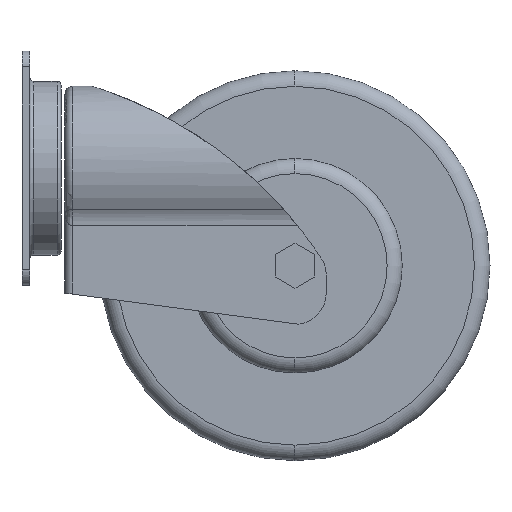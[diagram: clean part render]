
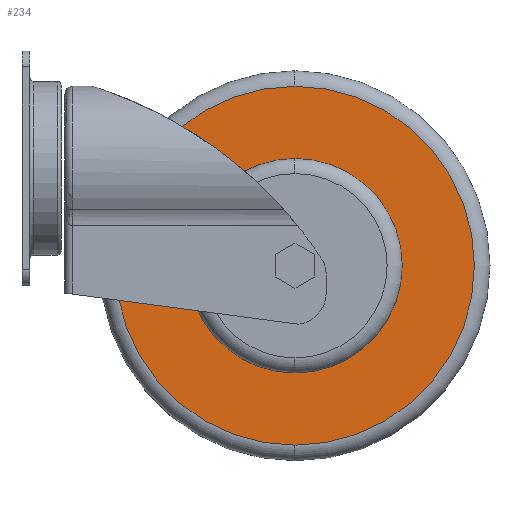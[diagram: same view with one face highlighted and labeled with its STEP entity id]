
A CAD part, left-side view. The second image highlights one B-rep face of the part: STEP entity #234.
In plain terms, the highlighted planar face has unit normal (-1, 0, 0).
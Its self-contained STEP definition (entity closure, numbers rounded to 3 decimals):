
#234 = ADVANCED_FACE ( 'NONE', ( #1162 ), #1151, .F. ) ;
#246 = EDGE_LOOP ( 'NONE', ( #3213, #249 ) ) ;
#249 = ORIENTED_EDGE ( 'NONE', *, *, #453, .T. ) ;
#258 = EDGE_CURVE ( 'NONE', #415, #465, #1138, .T. ) ;
#415 = VERTEX_POINT ( 'NONE', #1473 ) ;
#453 = EDGE_CURVE ( 'NONE', #465, #415, #1522, .T. ) ;
#465 = VERTEX_POINT ( 'NONE', #1503 ) ;
#1138 = CIRCLE ( 'NONE', #1184, 46. ) ;
#1145 = DIRECTION ( 'NONE',  ( 0., 0., -1. ) ) ;
#1146 = DIRECTION ( 'NONE',  ( 1., 0., 0. ) ) ;
#1147 = CARTESIAN_POINT ( 'NONE',  ( -12., -70., -25. ) ) ;
#1151 = PLANE ( 'NONE',  #1157 ) ;
#1157 = AXIS2_PLACEMENT_3D ( 'NONE', #1147, #1146, #1145 ) ;
#1162 = FACE_OUTER_BOUND ( 'NONE', #246, .T. ) ;
#1182 = DIRECTION ( 'NONE',  ( 0., 0., -1. ) ) ;
#1183 = DIRECTION ( 'NONE',  ( -1., 0., 0. ) ) ;
#1184 = AXIS2_PLACEMENT_3D ( 'NONE', #1188, #1183, #1182 ) ;
#1188 = CARTESIAN_POINT ( 'NONE',  ( -12., -70., -25. ) ) ;
#1473 = CARTESIAN_POINT ( 'NONE',  ( -12., -70., -71. ) ) ;
#1503 = CARTESIAN_POINT ( 'NONE',  ( -12., -70., 21. ) ) ;
#1519 = DIRECTION ( 'NONE',  ( 0., 0., -1. ) ) ;
#1520 = DIRECTION ( 'NONE',  ( -1., 0., 0. ) ) ;
#1521 = AXIS2_PLACEMENT_3D ( 'NONE', #1530, #1520, #1519 ) ;
#1522 = CIRCLE ( 'NONE', #1521, 46. ) ;
#1530 = CARTESIAN_POINT ( 'NONE',  ( -12., -70., -25. ) ) ;
#3213 = ORIENTED_EDGE ( 'NONE', *, *, #258, .T. ) ;
